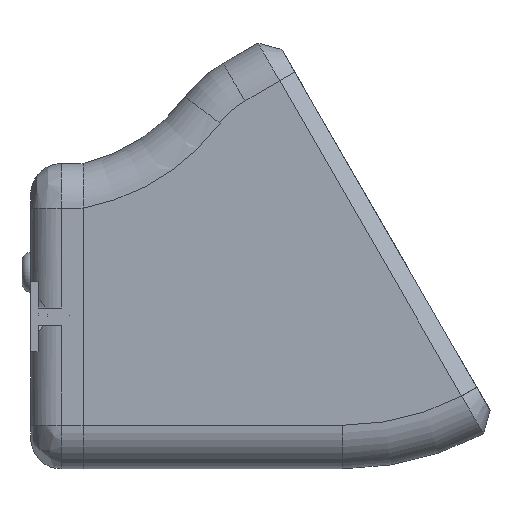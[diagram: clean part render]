
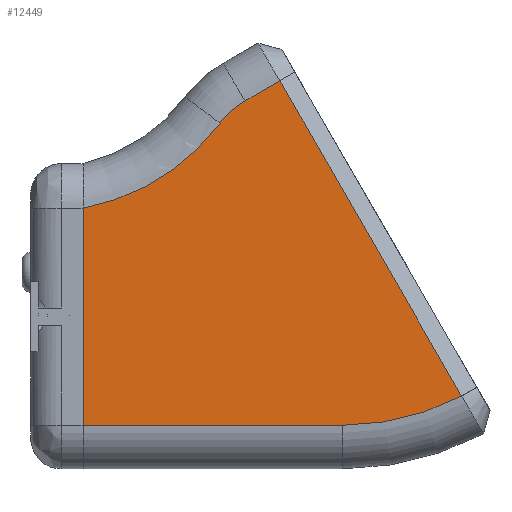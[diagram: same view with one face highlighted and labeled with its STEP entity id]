
A CAD part, left-side view. The second image highlights one B-rep face of the part: STEP entity #12449.
In plain terms, the highlighted planar face has unit normal (-1, 0, 0).
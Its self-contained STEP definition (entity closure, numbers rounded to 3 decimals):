
#550=FACE_OUTER_BOUND('',#1252,.T.);
#1252=EDGE_LOOP('',(#8245,#8246,#8247,#8248,#8249,#8250,#8251));
#2032=CIRCLE('',#13172,29.5);
#2033=CIRCLE('',#13173,9.5);
#2034=CIRCLE('',#13174,25.5);
#2625=LINE('',#18234,#3851);
#2626=LINE('',#18236,#3852);
#2627=LINE('',#18240,#3853);
#2628=LINE('',#18242,#3854);
#3851=VECTOR('',#14452,10.);
#3852=VECTOR('',#14453,10.);
#3853=VECTOR('',#14456,10.);
#3854=VECTOR('',#14457,10.);
#5077=VERTEX_POINT('',#18232);
#5078=VERTEX_POINT('',#18233);
#5079=VERTEX_POINT('',#18235);
#5080=VERTEX_POINT('',#18237);
#5081=VERTEX_POINT('',#18239);
#5082=VERTEX_POINT('',#18241);
#5083=VERTEX_POINT('',#18243);
#6323=EDGE_CURVE('',#5077,#5078,#2625,.T.);
#6324=EDGE_CURVE('',#5079,#5078,#2626,.T.);
#6325=EDGE_CURVE('',#5080,#5079,#2032,.T.);
#6326=EDGE_CURVE('',#5081,#5080,#2627,.T.);
#6327=EDGE_CURVE('',#5082,#5081,#2628,.T.);
#6328=EDGE_CURVE('',#5083,#5082,#2033,.T.);
#6329=EDGE_CURVE('',#5077,#5083,#2034,.T.);
#8245=ORIENTED_EDGE('',*,*,#6323,.T.);
#8246=ORIENTED_EDGE('',*,*,#6324,.F.);
#8247=ORIENTED_EDGE('',*,*,#6325,.F.);
#8248=ORIENTED_EDGE('',*,*,#6326,.F.);
#8249=ORIENTED_EDGE('',*,*,#6327,.F.);
#8250=ORIENTED_EDGE('',*,*,#6328,.F.);
#8251=ORIENTED_EDGE('',*,*,#6329,.F.);
#12089=PLANE('',#13171);
#12449=ADVANCED_FACE('',(#550),#12089,.T.);
#13171=AXIS2_PLACEMENT_3D('',#18231,#14450,#14451);
#13172=AXIS2_PLACEMENT_3D('',#18238,#14454,#14455);
#13173=AXIS2_PLACEMENT_3D('',#18244,#14458,#14459);
#13174=AXIS2_PLACEMENT_3D('',#18245,#14460,#14461);
#14450=DIRECTION('center_axis',(-1.,0.,0.));
#14451=DIRECTION('ref_axis',(0.,0.5,0.866));
#14452=DIRECTION('',(0.,0.,-1.));
#14453=DIRECTION('',(0.,1.,0.));
#14454=DIRECTION('center_axis',(1.,0.,0.));
#14455=DIRECTION('ref_axis',(0.,-0.255,-0.967));
#14456=DIRECTION('',(0.,-0.5,-0.866));
#14457=DIRECTION('',(0.,-0.866,0.5));
#14458=DIRECTION('center_axis',(1.,0.,0.));
#14459=DIRECTION('ref_axis',(0.,0.663,0.748));
#14460=DIRECTION('center_axis',(-1.,0.,0.));
#14461=DIRECTION('ref_axis',(0.,-0.547,-0.837));
#18231=CARTESIAN_POINT('Origin',(-22.08,-5.52,-23.19));
#18232=CARTESIAN_POINT('',(-22.08,42.14,1.701));
#18233=CARTESIAN_POINT('',(-22.08,42.14,-23.19));
#18234=CARTESIAN_POINT('',(-22.08,42.14,-28.19));
#18235=CARTESIAN_POINT('',(-22.08,12.383,-23.19));
#18236=CARTESIAN_POINT('',(-22.08,18.31,-23.19));
#18237=CARTESIAN_POINT('',(-22.08,-1.275,-19.838));
#18238=CARTESIAN_POINT('Origin',(-22.08,12.383,6.31));
#18239=CARTESIAN_POINT('',(-22.08,19.587,16.297));
#18240=CARTESIAN_POINT('',(-22.08,2.385,-13.499));
#18241=CARTESIAN_POINT('',(-22.08,23.587,13.988));
#18242=CARTESIAN_POINT('',(-22.08,17.855,17.297));
#18243=CARTESIAN_POINT('',(-22.08,26.436,11.462));
#18244=CARTESIAN_POINT('Origin',(-22.08,18.837,5.761));
#18245=CARTESIAN_POINT('Origin',(-22.08,46.833,26.766));
